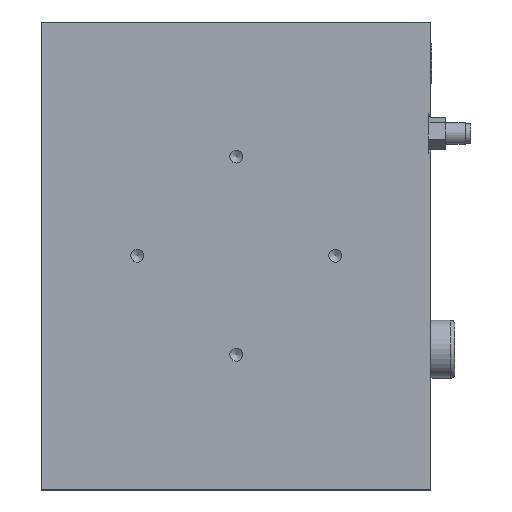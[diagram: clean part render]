
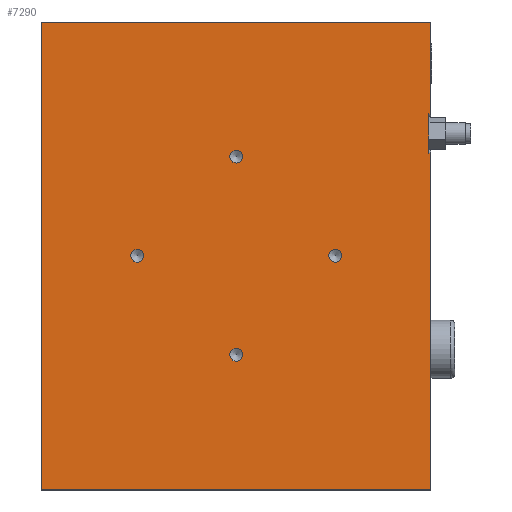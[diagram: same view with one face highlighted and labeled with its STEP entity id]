
A CAD part, top view. The second image highlights one B-rep face of the part: STEP entity #7290.
In plain terms, the highlighted planar face has unit normal (0, 0, 1).
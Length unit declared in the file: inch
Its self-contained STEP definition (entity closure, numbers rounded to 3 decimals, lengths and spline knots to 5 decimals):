
#173=LINE('',#10496,#991);
#176=LINE('',#10502,#994);
#178=LINE('',#10505,#996);
#179=LINE('',#10515,#997);
#180=LINE('',#10517,#998);
#181=LINE('',#10519,#999);
#182=LINE('',#10520,#1000);
#183=LINE('',#10521,#1001);
#991=VECTOR('',#8367,5.9);
#994=VECTOR('',#8372,5.9);
#996=VECTOR('',#8376,7.08);
#997=VECTOR('',#8387,0.03);
#998=VECTOR('',#8388,0.60121);
#999=VECTOR('',#8389,0.03);
#1000=VECTOR('',#8390,1.3875);
#1001=VECTOR('',#8391,5.09128);
#1804=PLANE('',#7700);
#2072=FACE_BOUND('',#2534,.T.);
#2073=FACE_BOUND('',#2535,.T.);
#2074=FACE_BOUND('',#2536,.T.);
#2075=FACE_BOUND('',#2537,.T.);
#2128=FACE_OUTER_BOUND('',#2533,.T.);
#2533=EDGE_LOOP('',(#5052,#5053,#5054,#5055,#5056,#5057,#5058,#5059));
#2534=EDGE_LOOP('',(#5060));
#2535=EDGE_LOOP('',(#5061));
#2536=EDGE_LOOP('',(#5062));
#2537=EDGE_LOOP('',(#5063));
#2971=CIRCLE('',#7686,0.097);
#2972=CIRCLE('',#7688,0.097);
#2976=CIRCLE('',#7697,0.097);
#2977=CIRCLE('',#7699,0.097);
#3222=VERTEX_POINT('',#10464);
#3223=VERTEX_POINT('',#10467);
#3235=VERTEX_POINT('',#10493);
#3236=VERTEX_POINT('',#10495);
#3237=VERTEX_POINT('',#10499);
#3238=VERTEX_POINT('',#10501);
#3239=VERTEX_POINT('',#10507);
#3240=VERTEX_POINT('',#10510);
#3241=VERTEX_POINT('',#10513);
#3242=VERTEX_POINT('',#10514);
#3243=VERTEX_POINT('',#10516);
#3244=VERTEX_POINT('',#10518);
#3951=EDGE_CURVE('',#3222,#3222,#2971,.T.);
#3952=EDGE_CURVE('',#3223,#3223,#2972,.T.);
#3965=EDGE_CURVE('',#3235,#3236,#173,.T.);
#3968=EDGE_CURVE('',#3237,#3238,#176,.T.);
#3970=EDGE_CURVE('',#3236,#3237,#178,.T.);
#3971=EDGE_CURVE('',#3239,#3239,#2976,.T.);
#3972=EDGE_CURVE('',#3240,#3240,#2977,.T.);
#3973=EDGE_CURVE('',#3241,#3242,#179,.T.);
#3974=EDGE_CURVE('',#3242,#3243,#180,.T.);
#3975=EDGE_CURVE('',#3243,#3244,#181,.T.);
#3976=EDGE_CURVE('',#3238,#3244,#182,.T.);
#3977=EDGE_CURVE('',#3241,#3235,#183,.T.);
#5052=ORIENTED_EDGE('',*,*,#3973,.T.);
#5053=ORIENTED_EDGE('',*,*,#3974,.T.);
#5054=ORIENTED_EDGE('',*,*,#3975,.T.);
#5055=ORIENTED_EDGE('',*,*,#3976,.F.);
#5056=ORIENTED_EDGE('',*,*,#3968,.F.);
#5057=ORIENTED_EDGE('',*,*,#3970,.F.);
#5058=ORIENTED_EDGE('',*,*,#3965,.F.);
#5059=ORIENTED_EDGE('',*,*,#3977,.F.);
#5060=ORIENTED_EDGE('',*,*,#3971,.T.);
#5061=ORIENTED_EDGE('',*,*,#3972,.T.);
#5062=ORIENTED_EDGE('',*,*,#3952,.T.);
#5063=ORIENTED_EDGE('',*,*,#3951,.T.);
#7290=ADVANCED_FACE('',(#2128,#2072,#2073,#2074,#2075),#1804,.T.);
#7686=AXIS2_PLACEMENT_3D('',#10465,#8342,#8343);
#7688=AXIS2_PLACEMENT_3D('',#10468,#8346,#8347);
#7697=AXIS2_PLACEMENT_3D('',#10508,#8379,#8380);
#7699=AXIS2_PLACEMENT_3D('',#10511,#8383,#8384);
#7700=AXIS2_PLACEMENT_3D('',#10512,#8385,#8386);
#8342=DIRECTION('center_axis',(0.,0.,-1.));
#8343=DIRECTION('ref_axis',(1.,0.,0.));
#8346=DIRECTION('center_axis',(0.,0.,-1.));
#8347=DIRECTION('ref_axis',(1.,0.,0.));
#8367=DIRECTION('',(-1.,0.,0.));
#8372=DIRECTION('',(1.,0.,0.));
#8376=DIRECTION('',(0.,1.,0.));
#8379=DIRECTION('center_axis',(0.,0.,-1.));
#8380=DIRECTION('ref_axis',(1.,0.,0.));
#8383=DIRECTION('center_axis',(0.,0.,-1.));
#8384=DIRECTION('ref_axis',(1.,0.,0.));
#8385=DIRECTION('center_axis',(0.,0.,1.));
#8386=DIRECTION('ref_axis',(1.,0.,0.));
#8387=DIRECTION('',(-1.,0.,0.));
#8388=DIRECTION('',(0.,1.,0.));
#8389=DIRECTION('',(1.,0.,0.));
#8390=DIRECTION('',(0.,-1.,0.));
#8391=DIRECTION('',(0.,-1.,0.));
#10464=CARTESIAN_POINT('',(3.047,5.04,4.76));
#10465=CARTESIAN_POINT('Origin',(2.95,5.04,4.76));
#10467=CARTESIAN_POINT('',(1.547,3.54,4.76));
#10468=CARTESIAN_POINT('Origin',(1.45,3.54,4.76));
#10493=CARTESIAN_POINT('',(5.9,0.,4.76));
#10495=CARTESIAN_POINT('',(0.,0.,4.76));
#10496=CARTESIAN_POINT('',(0.,0.,4.76));
#10499=CARTESIAN_POINT('',(0.,7.08,4.76));
#10501=CARTESIAN_POINT('',(5.9,7.08,4.76));
#10502=CARTESIAN_POINT('',(5.9,7.08,4.76));
#10505=CARTESIAN_POINT('',(0.,7.08,4.76));
#10507=CARTESIAN_POINT('',(3.047,2.04,4.76));
#10508=CARTESIAN_POINT('Origin',(2.95,2.04,4.76));
#10510=CARTESIAN_POINT('',(4.547,3.54,4.76));
#10511=CARTESIAN_POINT('Origin',(4.45,3.54,4.76));
#10512=CARTESIAN_POINT('Origin',(2.95,3.54,4.76));
#10513=CARTESIAN_POINT('',(5.9,5.09128,4.76));
#10514=CARTESIAN_POINT('',(5.87,5.09128,4.76));
#10515=CARTESIAN_POINT('',(4.425,5.09128,4.76));
#10516=CARTESIAN_POINT('',(5.87,5.6925,4.76));
#10517=CARTESIAN_POINT('',(5.87,4.46625,4.76));
#10518=CARTESIAN_POINT('',(5.9,5.6925,4.76));
#10519=CARTESIAN_POINT('',(4.425,5.6925,4.76));
#10520=CARTESIAN_POINT('',(5.9,0.,4.76));
#10521=CARTESIAN_POINT('',(5.9,0.,4.76));
